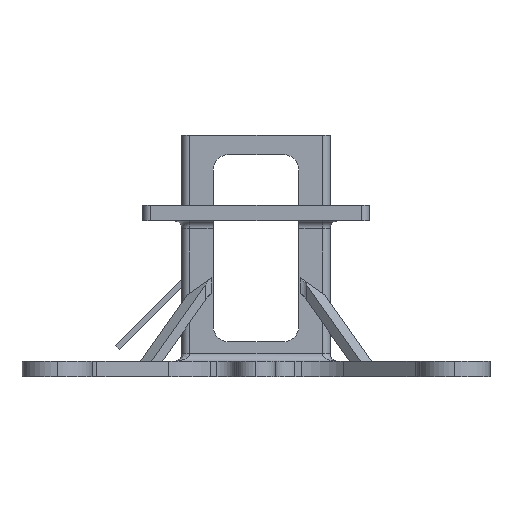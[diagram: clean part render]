
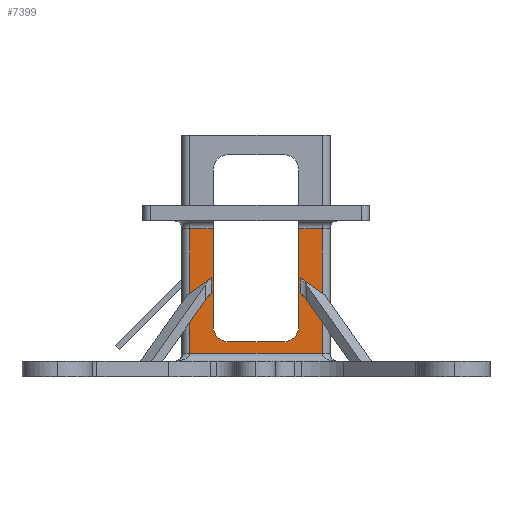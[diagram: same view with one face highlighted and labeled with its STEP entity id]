
A CAD part, left-side view. The second image highlights one B-rep face of the part: STEP entity #7399.
In plain terms, the highlighted planar face has unit normal (-1, 0, 0).
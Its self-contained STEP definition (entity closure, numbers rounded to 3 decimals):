
#44 = VERTEX_POINT ( 'NONE', #3095 ) ;
#237 = ORIENTED_EDGE ( 'NONE', *, *, #8178, .T. ) ;
#250 = VERTEX_POINT ( 'NONE', #691 ) ;
#329 = VERTEX_POINT ( 'NONE', #3831 ) ;
#359 = VECTOR ( 'NONE', #5374, 1000. ) ;
#387 = ORIENTED_EDGE ( 'NONE', *, *, #3544, .F. ) ;
#637 = DIRECTION ( 'NONE',  ( 0., 0., -1. ) ) ;
#645 = ORIENTED_EDGE ( 'NONE', *, *, #3119, .T. ) ;
#690 = LINE ( 'NONE', #3731, #6775 ) ;
#691 = CARTESIAN_POINT ( 'NONE',  ( -15., -17., 17.373 ) ) ;
#711 = VERTEX_POINT ( 'NONE', #5149 ) ;
#764 = LINE ( 'NONE', #906, #3780 ) ;
#783 = CARTESIAN_POINT ( 'NONE',  ( -15., 17., 21.373 ) ) ;
#906 = CARTESIAN_POINT ( 'NONE',  ( -15., 17., 60. ) ) ;
#1013 = CARTESIAN_POINT ( 'NONE',  ( -15., 11.295, 25.407 ) ) ;
#1065 = CARTESIAN_POINT ( 'NONE',  ( -15., -25.761, 47.609 ) ) ;
#1106 = LINE ( 'NONE', #4151, #7281 ) ;
#1174 = LINE ( 'NONE', #8095, #9407 ) ;
#1213 = EDGE_CURVE ( 'NONE', #711, #8154, #2441, .T. ) ;
#1255 = VECTOR ( 'NONE', #8954, 1000. ) ;
#1276 = DIRECTION ( 'NONE',  ( 0., 0., 1. ) ) ;
#1389 = DIRECTION ( 'NONE',  ( 0., 0., 1. ) ) ;
#1427 = LINE ( 'NONE', #8965, #3871 ) ;
#1429 = ORIENTED_EDGE ( 'NONE', *, *, #7692, .T. ) ;
#1731 = ORIENTED_EDGE ( 'NONE', *, *, #3825, .F. ) ;
#1766 = VECTOR ( 'NONE', #4634, 1000. ) ;
#1805 = CARTESIAN_POINT ( 'NONE',  ( -15., 11., 57. ) ) ;
#1838 = ORIENTED_EDGE ( 'NONE', *, *, #9694, .T. ) ;
#1844 = VECTOR ( 'NONE', #7715, 1000. ) ;
#1952 = AXIS2_PLACEMENT_3D ( 'NONE', #8195, #2136, #1389 ) ;
#2005 = CARTESIAN_POINT ( 'NONE',  ( -15., -11., 57. ) ) ;
#2067 = CARTESIAN_POINT ( 'NONE',  ( -15., -11.293, 21.408 ) ) ;
#2136 = DIRECTION ( 'NONE',  ( 1., 0., 0. ) ) ;
#2236 = EDGE_CURVE ( 'NONE', #8966, #8916, #690, .T. ) ;
#2403 = ORIENTED_EDGE ( 'NONE', *, *, #4260, .F. ) ;
#2441 = LINE ( 'NONE', #4773, #1844 ) ;
#2589 = DIRECTION ( 'NONE',  ( 0., 0., 1. ) ) ;
#2620 = VERTEX_POINT ( 'NONE', #2067 ) ;
#2720 = CIRCLE ( 'NONE', #4000, 4. ) ;
#2947 = FACE_OUTER_BOUND ( 'NONE', #4218, .T. ) ;
#3067 = ORIENTED_EDGE ( 'NONE', *, *, #8024, .F. ) ;
#3095 = CARTESIAN_POINT ( 'NONE',  ( -15., 11.295, 21.407 ) ) ;
#3101 = CARTESIAN_POINT ( 'NONE',  ( -15., -11.293, 23.535 ) ) ;
#3119 = EDGE_CURVE ( 'NONE', #5827, #8262, #764, .T. ) ;
#3184 = VERTEX_POINT ( 'NONE', #6410 ) ;
#3186 = CARTESIAN_POINT ( 'NONE',  ( -15., -23.876, 50.276 ) ) ;
#3236 = VECTOR ( 'NONE', #4320, 1000. ) ;
#3359 = VECTOR ( 'NONE', #8776, 1000. ) ;
#3374 = LINE ( 'NONE', #4269, #3236 ) ;
#3445 = CARTESIAN_POINT ( 'NONE',  ( -15., -17., 21.373 ) ) ;
#3490 = CARTESIAN_POINT ( 'NONE',  ( -15., 17., 17.373 ) ) ;
#3544 = EDGE_CURVE ( 'NONE', #8966, #44, #7927, .T. ) ;
#3588 = ORIENTED_EDGE ( 'NONE', *, *, #2236, .T. ) ;
#3731 = CARTESIAN_POINT ( 'NONE',  ( -15., 17., 60. ) ) ;
#3771 = ORIENTED_EDGE ( 'NONE', *, *, #8772, .T. ) ;
#3780 = VECTOR ( 'NONE', #3951, 1000. ) ;
#3825 = EDGE_CURVE ( 'NONE', #7237, #9442, #1106, .T. ) ;
#3831 = CARTESIAN_POINT ( 'NONE',  ( -15., -17., 6. ) ) ;
#3832 = AXIS2_PLACEMENT_3D ( 'NONE', #5955, #5913, #8068 ) ;
#3871 = VECTOR ( 'NONE', #8920, 1000. ) ;
#3878 = CIRCLE ( 'NONE', #1952, 4. ) ;
#3889 = VERTEX_POINT ( 'NONE', #1013 ) ;
#3941 = LINE ( 'NONE', #9049, #1766 ) ;
#3951 = DIRECTION ( 'NONE',  ( 0., 0., -1. ) ) ;
#4000 = AXIS2_PLACEMENT_3D ( 'NONE', #5562, #9380, #2589 ) ;
#4151 = CARTESIAN_POINT ( 'NONE',  ( -15., 1.209, 34.248 ) ) ;
#4174 = DIRECTION ( 'NONE',  ( 0., 0.816, -0.577 ) ) ;
#4218 = EDGE_LOOP ( 'NONE', ( #2403, #3771, #1731, #9102, #8481, #5434, #9149, #5877, #1429, #5342, #6187, #645, #3067, #1838, #387, #3588, #237, #7874 ) ) ;
#4260 = EDGE_CURVE ( 'NONE', #2620, #250, #7366, .T. ) ;
#4269 = CARTESIAN_POINT ( 'NONE',  ( -15., 11.295, 19.526 ) ) ;
#4308 = LINE ( 'NONE', #5187, #6027 ) ;
#4320 = DIRECTION ( 'NONE',  ( 0., 0., -1. ) ) ;
#4634 = DIRECTION ( 'NONE',  ( 0., 0., 1. ) ) ;
#4773 = CARTESIAN_POINT ( 'NONE',  ( -15., -11., 9. ) ) ;
#4787 = LINE ( 'NONE', #1805, #5709 ) ;
#5004 = LINE ( 'NONE', #8097, #3359 ) ;
#5105 = VERTEX_POINT ( 'NONE', #8578 ) ;
#5149 = CARTESIAN_POINT ( 'NONE',  ( -15., -7., 9. ) ) ;
#5174 = DIRECTION ( 'NONE',  ( 0., 0., 1. ) ) ;
#5187 = CARTESIAN_POINT ( 'NONE',  ( -15., -17., 38. ) ) ;
#5342 = ORIENTED_EDGE ( 'NONE', *, *, #6196, .T. ) ;
#5374 = DIRECTION ( 'NONE',  ( 0., 0., 1. ) ) ;
#5434 = ORIENTED_EDGE ( 'NONE', *, *, #5906, .T. ) ;
#5437 = VERTEX_POINT ( 'NONE', #5511 ) ;
#5475 = DIRECTION ( 'NONE',  ( 0., 0.816, 0.577 ) ) ;
#5511 = CARTESIAN_POINT ( 'NONE',  ( -15., -11., 13. ) ) ;
#5535 = VERTEX_POINT ( 'NONE', #8743 ) ;
#5562 = CARTESIAN_POINT ( 'NONE',  ( -15., 7., 13. ) ) ;
#5651 = DIRECTION ( 'NONE',  ( 0., -0.816, -0.577 ) ) ;
#5709 = VECTOR ( 'NONE', #5174, 1000. ) ;
#5814 = VERTEX_POINT ( 'NONE', #7085 ) ;
#5827 = VERTEX_POINT ( 'NONE', #6330 ) ;
#5834 = EDGE_CURVE ( 'NONE', #3184, #5827, #4308, .T. ) ;
#5877 = ORIENTED_EDGE ( 'NONE', *, *, #1213, .T. ) ;
#5906 = EDGE_CURVE ( 'NONE', #5105, #5437, #9551, .T. ) ;
#5913 = DIRECTION ( 'NONE',  ( -1., 0., 0. ) ) ;
#5924 = DIRECTION ( 'NONE',  ( 0., 1., 0. ) ) ;
#5955 = CARTESIAN_POINT ( 'NONE',  ( -15., -17., 60. ) ) ;
#6027 = VECTOR ( 'NONE', #5924, 1000. ) ;
#6187 = ORIENTED_EDGE ( 'NONE', *, *, #5834, .T. ) ;
#6196 = EDGE_CURVE ( 'NONE', #5535, #3184, #4787, .T. ) ;
#6330 = CARTESIAN_POINT ( 'NONE',  ( -15., 17., 38. ) ) ;
#6347 = LINE ( 'NONE', #3186, #7494 ) ;
#6405 = CARTESIAN_POINT ( 'NONE',  ( -15., 17., 6. ) ) ;
#6410 = CARTESIAN_POINT ( 'NONE',  ( -15., 11., 38. ) ) ;
#6510 = PLANE ( 'NONE',  #3832 ) ;
#6775 = VECTOR ( 'NONE', #637, 1000. ) ;
#7085 = CARTESIAN_POINT ( 'NONE',  ( -15., -17., 38. ) ) ;
#7129 = DIRECTION ( 'NONE',  ( 0., -0.816, 0.577 ) ) ;
#7237 = VERTEX_POINT ( 'NONE', #3445 ) ;
#7281 = VECTOR ( 'NONE', #5475, 1000. ) ;
#7366 = LINE ( 'NONE', #8156, #9808 ) ;
#7399 = ADVANCED_FACE ( 'NONE', ( #2947 ), #6510, .T. ) ;
#7411 = CARTESIAN_POINT ( 'NONE',  ( -15., -11.293, 25.408 ) ) ;
#7494 = VECTOR ( 'NONE', #4174, 1000. ) ;
#7597 = VECTOR ( 'NONE', #7129, 1000. ) ;
#7599 = EDGE_CURVE ( 'NONE', #329, #250, #3941, .T. ) ;
#7624 = LINE ( 'NONE', #3101, #359 ) ;
#7692 = EDGE_CURVE ( 'NONE', #8154, #5535, #2720, .T. ) ;
#7715 = DIRECTION ( 'NONE',  ( 0., 1., 0. ) ) ;
#7874 = ORIENTED_EDGE ( 'NONE', *, *, #7599, .T. ) ;
#7927 = LINE ( 'NONE', #1065, #7597 ) ;
#8024 = EDGE_CURVE ( 'NONE', #3889, #8262, #6347, .T. ) ;
#8068 = DIRECTION ( 'NONE',  ( 0., 0., 1. ) ) ;
#8095 = CARTESIAN_POINT ( 'NONE',  ( -15., -17., 40. ) ) ;
#8097 = CARTESIAN_POINT ( 'NONE',  ( -15., -19., 6. ) ) ;
#8154 = VERTEX_POINT ( 'NONE', #9514 ) ;
#8156 = CARTESIAN_POINT ( 'NONE',  ( -15., 3.095, 31.582 ) ) ;
#8178 = EDGE_CURVE ( 'NONE', #8916, #329, #5004, .T. ) ;
#8195 = CARTESIAN_POINT ( 'NONE',  ( -15., -7., 13. ) ) ;
#8262 = VERTEX_POINT ( 'NONE', #783 ) ;
#8481 = ORIENTED_EDGE ( 'NONE', *, *, #9246, .T. ) ;
#8578 = CARTESIAN_POINT ( 'NONE',  ( -15., -11., 38. ) ) ;
#8743 = CARTESIAN_POINT ( 'NONE',  ( -15., 11., 13. ) ) ;
#8772 = EDGE_CURVE ( 'NONE', #2620, #9442, #7624, .T. ) ;
#8776 = DIRECTION ( 'NONE',  ( 0., -1., 0. ) ) ;
#8916 = VERTEX_POINT ( 'NONE', #6405 ) ;
#8920 = DIRECTION ( 'NONE',  ( 0., 1., 0. ) ) ;
#8954 = DIRECTION ( 'NONE',  ( 0., 0., -1. ) ) ;
#8965 = CARTESIAN_POINT ( 'NONE',  ( -15., -17., 38. ) ) ;
#8966 = VERTEX_POINT ( 'NONE', #3490 ) ;
#9049 = CARTESIAN_POINT ( 'NONE',  ( -15., -17., 40. ) ) ;
#9102 = ORIENTED_EDGE ( 'NONE', *, *, #9746, .T. ) ;
#9149 = ORIENTED_EDGE ( 'NONE', *, *, #9438, .T. ) ;
#9246 = EDGE_CURVE ( 'NONE', #5814, #5105, #1427, .T. ) ;
#9380 = DIRECTION ( 'NONE',  ( 1., 0., 0. ) ) ;
#9407 = VECTOR ( 'NONE', #1276, 1000. ) ;
#9438 = EDGE_CURVE ( 'NONE', #5437, #711, #3878, .T. ) ;
#9442 = VERTEX_POINT ( 'NONE', #7411 ) ;
#9514 = CARTESIAN_POINT ( 'NONE',  ( -15., 7., 9. ) ) ;
#9551 = LINE ( 'NONE', #2005, #1255 ) ;
#9694 = EDGE_CURVE ( 'NONE', #3889, #44, #3374, .T. ) ;
#9746 = EDGE_CURVE ( 'NONE', #7237, #5814, #1174, .T. ) ;
#9808 = VECTOR ( 'NONE', #5651, 1000. ) ;
